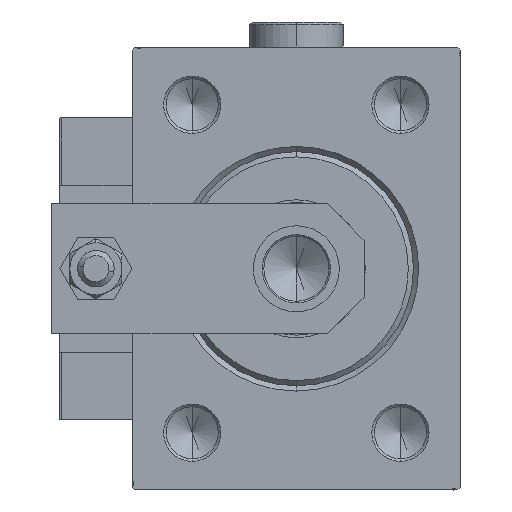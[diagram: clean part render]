
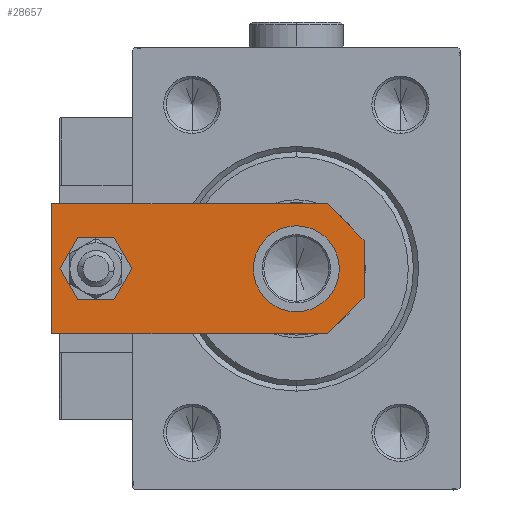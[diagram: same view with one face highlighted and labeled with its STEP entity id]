
A CAD part, left-side view. The second image highlights one B-rep face of the part: STEP entity #28657.
In plain terms, the highlighted face is planar.
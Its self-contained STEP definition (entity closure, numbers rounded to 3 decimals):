
#292 = CARTESIAN_POINT ( 'NONE',  ( -5.5, 0., 6. ) ) ;
#427 = CARTESIAN_POINT ( 'NONE',  ( -2.75, -2.75, 6. ) ) ;
#443 = CARTESIAN_POINT ( 'NONE',  ( 4., 51.5, 6. ) ) ;
#1346 = CARTESIAN_POINT ( 'NONE',  ( 12.5, 60., 6. ) ) ;
#2265 = EDGE_CURVE ( 'NONE', #18973, #34980, #14119, .T. ) ;
#2364 = FACE_BOUND ( 'NONE', #43546, .T. ) ;
#5422 = AXIS2_PLACEMENT_3D ( 'NONE', #43141, #34110, #14169 ) ;
#6559 = VECTOR ( 'NONE', #36257, 1000. ) ;
#7127 = EDGE_CURVE ( 'NONE', #13463, #11064, #43240, .T. ) ;
#10717 = DIRECTION ( 'NONE',  ( 1., 0., 0. ) ) ;
#11064 = VERTEX_POINT ( 'NONE', #42005 ) ;
#11519 = ORIENTED_EDGE ( 'NONE', *, *, #15707, .F. ) ;
#11761 = DIRECTION ( 'NONE',  ( 0., -1., 0. ) ) ;
#11982 = VERTEX_POINT ( 'NONE', #30305 ) ;
#12221 = CARTESIAN_POINT ( 'NONE',  ( -12.5, 7., 6. ) ) ;
#13463 = VERTEX_POINT ( 'NONE', #1346 ) ;
#13664 = AXIS2_PLACEMENT_3D ( 'NONE', #44712, #28238, #24240 ) ;
#13939 = AXIS2_PLACEMENT_3D ( 'NONE', #19732, #47126, #10717 ) ;
#14119 = CIRCLE ( 'NONE', #43004, 4. ) ;
#14169 = DIRECTION ( 'NONE',  ( 1., 0., 0. ) ) ;
#15707 = EDGE_CURVE ( 'NONE', #34980, #18973, #19579, .T. ) ;
#16074 = LINE ( 'NONE', #20034, #6559 ) ;
#16275 = CARTESIAN_POINT ( 'NONE',  ( -12.5, 60., 6. ) ) ;
#18548 = CARTESIAN_POINT ( 'NONE',  ( 0., 0., 6. ) ) ;
#18973 = VERTEX_POINT ( 'NONE', #35458 ) ;
#19071 = PLANE ( 'NONE',  #38308 ) ;
#19305 = LINE ( 'NONE', #46974, #28449 ) ;
#19579 = CIRCLE ( 'NONE', #13664, 4. ) ;
#19732 = CARTESIAN_POINT ( 'NONE',  ( 0., 13., 6. ) ) ;
#20034 = CARTESIAN_POINT ( 'NONE',  ( 2.75, -2.75, 6. ) ) ;
#20615 = DIRECTION ( 'NONE',  ( 0.707, -0.707, 0. ) ) ;
#20617 = EDGE_CURVE ( 'NONE', #42508, #13463, #41434, .T. ) ;
#21366 = ORIENTED_EDGE ( 'NONE', *, *, #34344, .F. ) ;
#21406 = LINE ( 'NONE', #427, #44422 ) ;
#21576 = CARTESIAN_POINT ( 'NONE',  ( 0., 51.5, 6. ) ) ;
#22373 = ORIENTED_EDGE ( 'NONE', *, *, #7127, .T. ) ;
#22741 = ORIENTED_EDGE ( 'NONE', *, *, #2265, .F. ) ;
#22758 = DIRECTION ( 'NONE',  ( -1., 0., 0. ) ) ;
#23244 = CARTESIAN_POINT ( 'NONE',  ( -8.25, 13., 6. ) ) ;
#23276 = CARTESIAN_POINT ( 'NONE',  ( 12.5, 60., 6. ) ) ;
#23580 = VERTEX_POINT ( 'NONE', #292 ) ;
#24240 = DIRECTION ( 'NONE',  ( 1., 0., 0. ) ) ;
#24691 = DIRECTION ( 'NONE',  ( 0., 1., 0. ) ) ;
#26846 = CARTESIAN_POINT ( 'NONE',  ( 8.25, 13., 6. ) ) ;
#27730 = VERTEX_POINT ( 'NONE', #12221 ) ;
#28238 = DIRECTION ( 'NONE',  ( 0., 0., 1. ) ) ;
#28449 = VECTOR ( 'NONE', #34738, 1000. ) ;
#28657 = ADVANCED_FACE ( 'NONE', ( #31035, #47262, #2364 ), #19071, .T. ) ;
#29463 = ORIENTED_EDGE ( 'NONE', *, *, #47017, .T. ) ;
#29616 = ORIENTED_EDGE ( 'NONE', *, *, #32941, .T. ) ;
#30305 = CARTESIAN_POINT ( 'NONE',  ( 5.5, 0., 6. ) ) ;
#31035 = FACE_BOUND ( 'NONE', #34693, .T. ) ;
#32941 = EDGE_CURVE ( 'NONE', #27730, #23580, #21406, .T. ) ;
#33285 = DIRECTION ( 'NONE',  ( 0., 0., 1. ) ) ;
#33297 = ORIENTED_EDGE ( 'NONE', *, *, #20617, .T. ) ;
#33715 = ORIENTED_EDGE ( 'NONE', *, *, #38378, .F. ) ;
#34110 = DIRECTION ( 'NONE',  ( 0., 0., 1. ) ) ;
#34344 = EDGE_CURVE ( 'NONE', #34656, #49755, #52093, .T. ) ;
#34656 = VERTEX_POINT ( 'NONE', #26846 ) ;
#34673 = VECTOR ( 'NONE', #22758, 1000. ) ;
#34693 = EDGE_LOOP ( 'NONE', ( #22741, #11519 ) ) ;
#34738 = DIRECTION ( 'NONE',  ( 1., 0., 0. ) ) ;
#34770 = DIRECTION ( 'NONE',  ( 0., 0., 1. ) ) ;
#34953 = LINE ( 'NONE', #16275, #43865 ) ;
#34980 = VERTEX_POINT ( 'NONE', #443 ) ;
#35458 = CARTESIAN_POINT ( 'NONE',  ( -4., 51.5, 6. ) ) ;
#36257 = DIRECTION ( 'NONE',  ( 0.707, 0.707, 0. ) ) ;
#37174 = CARTESIAN_POINT ( 'NONE',  ( 12.5, 0., 6. ) ) ;
#37695 = CIRCLE ( 'NONE', #13939, 8.25 ) ;
#38308 = AXIS2_PLACEMENT_3D ( 'NONE', #18548, #34770, #50995 ) ;
#38378 = EDGE_CURVE ( 'NONE', #49755, #34656, #37695, .T. ) ;
#38749 = ORIENTED_EDGE ( 'NONE', *, *, #51863, .T. ) ;
#40558 = EDGE_LOOP ( 'NONE', ( #29463, #29616, #52484, #38749, #33297, #22373 ) ) ;
#41434 = LINE ( 'NONE', #37174, #51721 ) ;
#42005 = CARTESIAN_POINT ( 'NONE',  ( -12.5, 60., 6. ) ) ;
#42052 = DIRECTION ( 'NONE',  ( 1., 0., 0. ) ) ;
#42508 = VERTEX_POINT ( 'NONE', #48915 ) ;
#43004 = AXIS2_PLACEMENT_3D ( 'NONE', #21576, #33285, #42052 ) ;
#43141 = CARTESIAN_POINT ( 'NONE',  ( 0., 13., 6. ) ) ;
#43240 = LINE ( 'NONE', #23276, #34673 ) ;
#43546 = EDGE_LOOP ( 'NONE', ( #33715, #21366 ) ) ;
#43865 = VECTOR ( 'NONE', #11761, 1000. ) ;
#44418 = EDGE_CURVE ( 'NONE', #23580, #11982, #19305, .T. ) ;
#44422 = VECTOR ( 'NONE', #20615, 1000. ) ;
#44712 = CARTESIAN_POINT ( 'NONE',  ( 0., 51.5, 6. ) ) ;
#46974 = CARTESIAN_POINT ( 'NONE',  ( -12.5, 0., 6. ) ) ;
#47017 = EDGE_CURVE ( 'NONE', #11064, #27730, #34953, .T. ) ;
#47126 = DIRECTION ( 'NONE',  ( 0., 0., 1. ) ) ;
#47262 = FACE_OUTER_BOUND ( 'NONE', #40558, .T. ) ;
#48915 = CARTESIAN_POINT ( 'NONE',  ( 12.5, 7., 6. ) ) ;
#49755 = VERTEX_POINT ( 'NONE', #23244 ) ;
#50995 = DIRECTION ( 'NONE',  ( 1., 0., 0. ) ) ;
#51721 = VECTOR ( 'NONE', #24691, 1000. ) ;
#51863 = EDGE_CURVE ( 'NONE', #11982, #42508, #16074, .T. ) ;
#52093 = CIRCLE ( 'NONE', #5422, 8.25 ) ;
#52484 = ORIENTED_EDGE ( 'NONE', *, *, #44418, .T. ) ;
